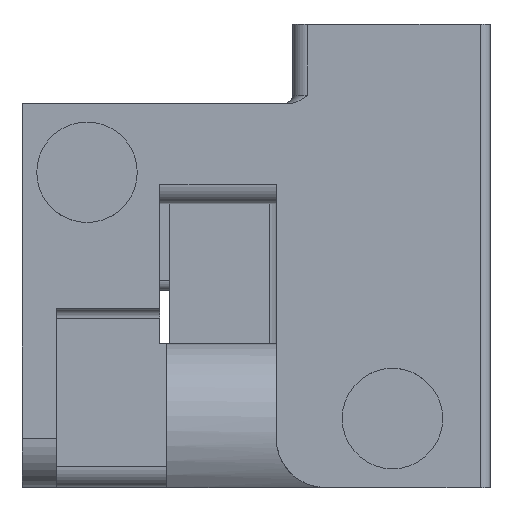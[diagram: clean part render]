
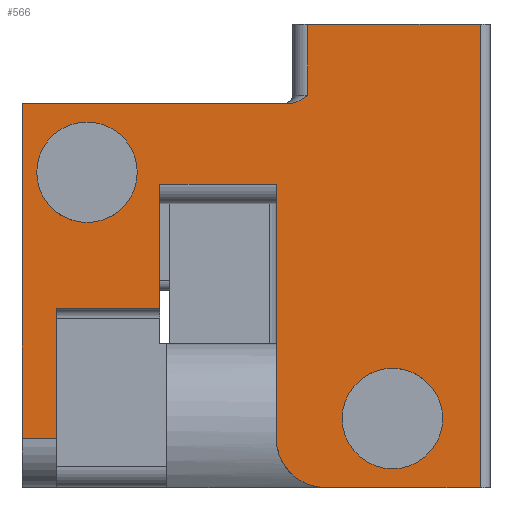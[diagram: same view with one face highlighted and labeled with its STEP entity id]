
A CAD part, front view. The second image highlights one B-rep face of the part: STEP entity #566.
In plain terms, the highlighted planar face has unit normal (0, -1, 0).
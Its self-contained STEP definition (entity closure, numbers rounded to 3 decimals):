
#287=CARTESIAN_POINT('',(46.5,0.,0.251));
#288=VERTEX_POINT('',#287);
#296=CARTESIAN_POINT('',(30.8,0.,0.251));
#297=VERTEX_POINT('',#296);
#298=CARTESIAN_POINT('',(46.5,0.,0.251));
#299=DIRECTION('',(-1.,0.,-0.));
#300=VECTOR('',#299,15.7);
#301=LINE('',#298,#300);
#302=EDGE_CURVE('',#288,#297,#301,.T.);
#421=CARTESIAN_POINT('',(-0.,0.,0.251));
#422=DIRECTION('',(-0.,-1.,0.));
#423=DIRECTION('',(0.,-0.,-1.));
#424=AXIS2_PLACEMENT_3D('',#421,#422,#423);
#425=PLANE('',#424);
#426=CARTESIAN_POINT('',(37.6,0.,2.151));
#427=VERTEX_POINT('',#426);
#428=CARTESIAN_POINT('',(37.6,0.,7.251));
#429=DIRECTION('',(-0.,-1.,0.));
#430=DIRECTION('',(0.,-0.,-1.));
#431=AXIS2_PLACEMENT_3D('',#428,#429,#430);
#432=CIRCLE('',#431,5.1);
#433=EDGE_CURVE('NONE',#427,#427,#432,.T.);
#434=ORIENTED_EDGE('',*,*,#433,.F.);
#435=EDGE_LOOP('',(#434));
#436=FACE_BOUND('',#435,.T.);
#437=CARTESIAN_POINT('',(6.6,0.,27.151));
#438=VERTEX_POINT('',#437);
#439=CARTESIAN_POINT('',(6.6,0.,32.251));
#440=DIRECTION('',(-0.,-1.,0.));
#441=DIRECTION('',(0.,-0.,-1.));
#442=AXIS2_PLACEMENT_3D('',#439,#440,#441);
#443=CIRCLE('',#442,5.1);
#444=EDGE_CURVE('NONE',#438,#438,#443,.T.);
#445=ORIENTED_EDGE('',*,*,#444,.F.);
#446=EDGE_LOOP('',(#445));
#447=FACE_BOUND('',#446,.T.);
#448=CARTESIAN_POINT('',(25.8,0.,5.851));
#449=VERTEX_POINT('',#448);
#450=CARTESIAN_POINT('',(25.8,0.,5.251));
#451=VERTEX_POINT('',#450);
#452=CARTESIAN_POINT('',(25.8,0.,5.851));
#453=DIRECTION('',(0.,-0.,-1.));
#454=VECTOR('',#453,0.6);
#455=LINE('',#452,#454);
#456=EDGE_CURVE('',#449,#451,#455,.T.);
#457=ORIENTED_EDGE('',*,*,#456,.T.);
#458=CARTESIAN_POINT('',(30.8,0.,5.251));
#459=DIRECTION('',(-0.,-1.,0.));
#460=DIRECTION('',(0.,-0.,-1.));
#461=AXIS2_PLACEMENT_3D('',#458,#459,#460);
#462=CIRCLE('',#461,5.);
#463=EDGE_CURVE('',#451,#297,#462,.T.);
#464=ORIENTED_EDGE('',*,*,#463,.T.);
#465=ORIENTED_EDGE('',*,*,#302,.F.);
#466=CARTESIAN_POINT('',(46.5,0.,47.251));
#467=VERTEX_POINT('',#466);
#468=CARTESIAN_POINT('',(46.5,0.,0.251));
#469=DIRECTION('',(-0.,0.,1.));
#470=VECTOR('',#469,47.);
#471=LINE('',#468,#470);
#472=EDGE_CURVE('',#288,#467,#471,.T.);
#473=ORIENTED_EDGE('',*,*,#472,.T.);
#474=CARTESIAN_POINT('',(29.,0.,47.251));
#475=VERTEX_POINT('',#474);
#476=CARTESIAN_POINT('',(29.,0.,47.251));
#477=DIRECTION('',(1.,-0.,0.));
#478=VECTOR('',#477,17.5);
#479=LINE('',#476,#478);
#480=EDGE_CURVE('NONE',#475,#467,#479,.T.);
#481=ORIENTED_EDGE('',*,*,#480,.F.);
#482=CARTESIAN_POINT('',(29.,0.,40.051));
#483=VERTEX_POINT('',#482);
#484=CARTESIAN_POINT('',(29.,0.,47.251));
#485=DIRECTION('',(0.,-0.,-1.));
#486=VECTOR('',#485,7.2);
#487=LINE('',#484,#486);
#488=EDGE_CURVE('NONE',#475,#483,#487,.T.);
#489=ORIENTED_EDGE('',*,*,#488,.T.);
#490=CARTESIAN_POINT('',(27.256,0.,39.251));
#491=VERTEX_POINT('',#490);
#492=CARTESIAN_POINT('',(29.,0.,40.051));
#493=CARTESIAN_POINT('',(28.737,0.,39.859));
#494=CARTESIAN_POINT('',(28.473,0.,39.665));
#495=CARTESIAN_POINT('',(28.187,0.,39.514));
#496=CARTESIAN_POINT('',(27.9,0.,39.363));
#497=CARTESIAN_POINT('',(27.586,0.,39.251));
#498=CARTESIAN_POINT('',(27.256,0.,39.251));
#499=B_SPLINE_CURVE_WITH_KNOTS('',3,(#492,#493,#494,#495,#496,#497,#498),.UNSPECIFIED.,.F.,.F.,(4,3,4),(0.,0.001,0.002),.UNSPECIFIED.);
#500=EDGE_CURVE('NONE',#483,#491,#499,.T.);
#501=ORIENTED_EDGE('',*,*,#500,.T.);
#502=CARTESIAN_POINT('',(-0.,0.,39.251));
#503=VERTEX_POINT('',#502);
#504=CARTESIAN_POINT('',(27.256,0.,39.251));
#505=DIRECTION('',(-1.,0.,-0.));
#506=VECTOR('',#505,27.256);
#507=LINE('',#504,#506);
#508=EDGE_CURVE('NONE',#491,#503,#507,.T.);
#509=ORIENTED_EDGE('',*,*,#508,.T.);
#510=CARTESIAN_POINT('',(-0.,0.,5.251));
#511=VERTEX_POINT('',#510);
#512=CARTESIAN_POINT('',(-0.,0.,5.251));
#513=DIRECTION('',(-0.,0.,1.));
#514=VECTOR('',#513,34.);
#515=LINE('',#512,#514);
#516=EDGE_CURVE('',#511,#503,#515,.T.);
#517=ORIENTED_EDGE('',*,*,#516,.F.);
#518=CARTESIAN_POINT('',(3.5,0.,5.251));
#519=VERTEX_POINT('',#518);
#520=CARTESIAN_POINT('',(-0.,0.,5.251));
#521=DIRECTION('',(1.,-0.,0.));
#522=VECTOR('',#521,3.5);
#523=LINE('',#520,#522);
#524=EDGE_CURVE('',#511,#519,#523,.T.);
#525=ORIENTED_EDGE('',*,*,#524,.T.);
#526=CARTESIAN_POINT('',(3.5,0.,18.451));
#527=VERTEX_POINT('',#526);
#528=CARTESIAN_POINT('',(3.5,0.,18.451));
#529=DIRECTION('',(0.,-0.,-1.));
#530=VECTOR('',#529,13.2);
#531=LINE('',#528,#530);
#532=EDGE_CURVE('NONE',#527,#519,#531,.T.);
#533=ORIENTED_EDGE('',*,*,#532,.F.);
#534=CARTESIAN_POINT('',(14.,0.,18.451));
#535=VERTEX_POINT('',#534);
#536=CARTESIAN_POINT('',(14.,0.,18.451));
#537=DIRECTION('',(-1.,0.,-0.));
#538=VECTOR('',#537,10.5);
#539=LINE('',#536,#538);
#540=EDGE_CURVE('NONE',#535,#527,#539,.T.);
#541=ORIENTED_EDGE('',*,*,#540,.F.);
#542=CARTESIAN_POINT('',(14.,0.,31.051));
#543=VERTEX_POINT('',#542);
#544=CARTESIAN_POINT('',(14.,0.,31.051));
#545=DIRECTION('',(0.,-0.,-1.));
#546=VECTOR('',#545,12.6);
#547=LINE('',#544,#546);
#548=EDGE_CURVE('NONE',#543,#535,#547,.T.);
#549=ORIENTED_EDGE('',*,*,#548,.F.);
#550=CARTESIAN_POINT('',(25.8,0.,31.051));
#551=VERTEX_POINT('',#550);
#552=CARTESIAN_POINT('',(14.,0.,31.051));
#553=DIRECTION('',(1.,-0.,0.));
#554=VECTOR('',#553,11.8);
#555=LINE('',#552,#554);
#556=EDGE_CURVE('NONE',#543,#551,#555,.T.);
#557=ORIENTED_EDGE('',*,*,#556,.T.);
#558=CARTESIAN_POINT('',(25.8,0.,5.851));
#559=DIRECTION('',(-0.,0.,1.));
#560=VECTOR('',#559,25.2);
#561=LINE('',#558,#560);
#562=EDGE_CURVE('NONE',#449,#551,#561,.T.);
#563=ORIENTED_EDGE('',*,*,#562,.F.);
#564=EDGE_LOOP('',(#457,#464,#465,#473,#481,#489,#501,#509,#517,#525,#533,#541,#549,#557,#563));
#565=FACE_BOUND('',#564,.T.);
#566=ADVANCED_FACE('',(#436,#447,#565),#425,.T.);
